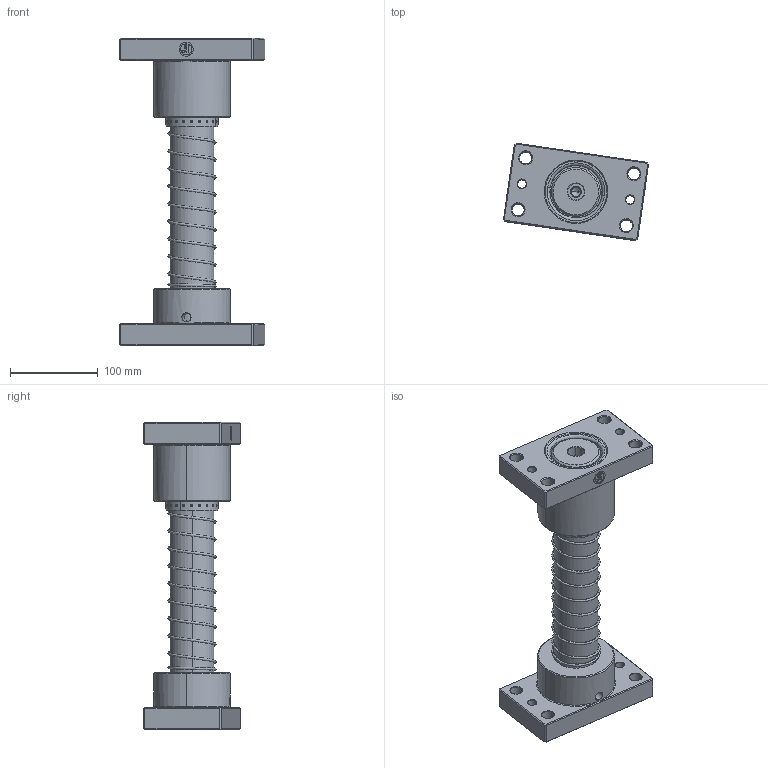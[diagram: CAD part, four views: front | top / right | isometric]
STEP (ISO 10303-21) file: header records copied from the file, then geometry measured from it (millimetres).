
FILE_DESCRIPTION (( 'STEP AP214' ), '1' );
FILE_NAME ('HYKP-D50-L300.STEP', '2021-09-23T10:58:32', ( 'User' ), ( 'china' ), 'SwSTEP 2.0', 'SolidWorks 2016', '' );
FILE_SCHEMA (( 'AUTOMOTIVE_DESIGN' ));
Length unit declared in the file: millimetre
Products named in the file (9): MGMK-D50-L300; HYKP-D50-L300; HYAK嘐隅結輸-PD50; HWP-D55.7-50.5-L230; BS-59.5-50.5-L90; SABP-D50; SABP-D50傍杶; MGHP-D50
Assembly tree (8 placements, depth 3):
  HYKP-D50-L300
    MGMK-D50-L300
    MGHP-D50
    SABP-D50
      SABP-D50
      SABP-D50傍杶
    BS-59.5-50.5-L90
    HWP-D55.7-50.5-L230
    HYAK嘐隅結輸-PD50
Bounding box: 165.83 x 110.94 x 351.25 mm (x, y, z)
Volume: 1654389 mm3; surface area: 290119.2 mm2
Topology: 7 solids, 7 shells, 1131 faces, 2360 edges, 1671 vertices
Faces by surface type: sphere 880, plane 79, cone 78, cylinder 70, torus 12, bspline 12
Entity records: 64692 total; most frequent: CARTESIAN_POINT 30724, DIRECTION 4812, ORIENTED_EDGE 4708, EDGE_CURVE 2354, AXIS2_PLACEMENT_3D 2253, VERTEX_POINT 1671, EDGE_LOOP 1601, FACE_OUTER_BOUND 1131
